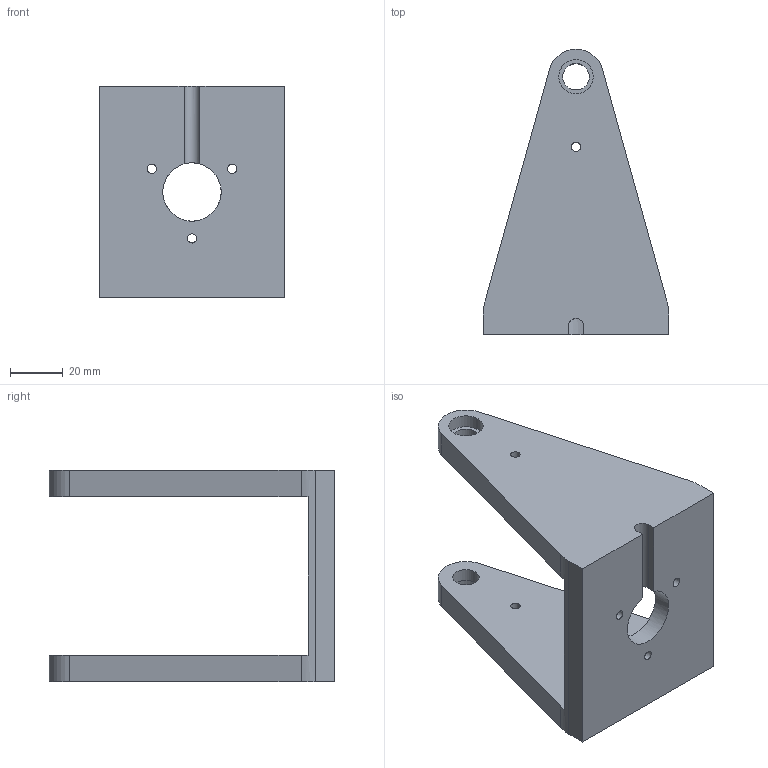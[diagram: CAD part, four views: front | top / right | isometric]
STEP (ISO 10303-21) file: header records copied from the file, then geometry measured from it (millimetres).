
FILE_DESCRIPTION(('FreeCAD Model'),'2;1');
FILE_NAME('Potence.step','2019-07-22T10:48:02',('sd'),(''),'InventorImporter 0.9','FreeCAD','');
FILE_SCHEMA (('AUTOMOTIVE_DESIGN { 1 0 10303 214 1 1 1 1}'));
Length unit declared in the file: millimetre
Products named in the file (1): Body_01_L_02
Bounding box: 70 x 107.56 x 80 mm (x, y, z)
Surface area: 34823.2 mm2 (no closed solid volume)
Topology: 0 solids, 1 shells, 33 faces, 87 edges, 58 vertices
Faces by surface type: plane 17, cylinder 16
Full cylindrical faces by diameter (mm): 3.5 x5, 10 x2, 13 x2, 22 x1, 45 x1
Entity records: 972 total; most frequent: ORIENTED_EDGE 150, CARTESIAN_POINT 140, EDGE_CURVE 75, MECHANICAL_DESIGN_GEOMETRIC_PRESENTATION_REPRESENTATION 67, STYLED_ITEM 67, AXIS2_PLACEMENT_3D 63, FACE_BOUND 62, EDGE_LOOP 62
